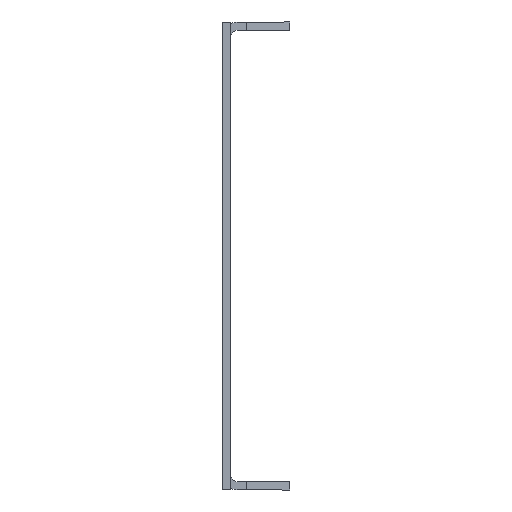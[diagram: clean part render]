
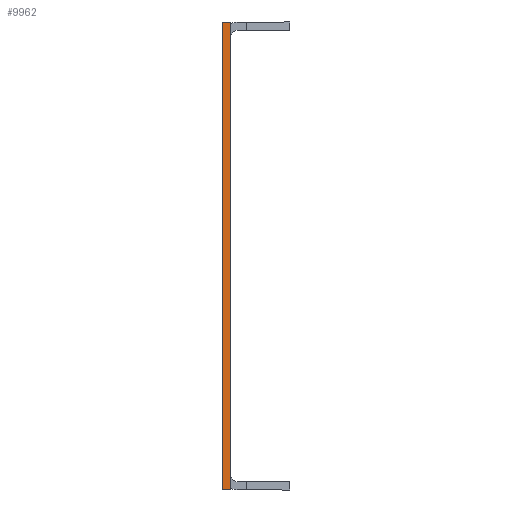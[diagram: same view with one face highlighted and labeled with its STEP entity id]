
A CAD part, left-side view. The second image highlights one B-rep face of the part: STEP entity #9962.
In plain terms, the highlighted planar face has unit normal (-1, 0, 0).
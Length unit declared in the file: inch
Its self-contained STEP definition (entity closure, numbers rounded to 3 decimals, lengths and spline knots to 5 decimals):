
#498 = VERTEX_POINT ( 'NONE', #4668 ) ;
#579 = VECTOR ( 'NONE', #12881, 39.37008 ) ;
#632 = VECTOR ( 'NONE', #771, 39.37008 ) ;
#771 = DIRECTION ( 'NONE',  ( 0., 0., 1. ) ) ;
#1254 = DIRECTION ( 'NONE',  ( 0., 0., 1. ) ) ;
#1447 = LINE ( 'NONE', #2379, #6794 ) ;
#1525 = VERTEX_POINT ( 'NONE', #1891 ) ;
#1618 = ORIENTED_EDGE ( 'NONE', *, *, #11917, .F. ) ;
#1891 = CARTESIAN_POINT ( 'NONE',  ( -9.5, 0., 1.74 ) ) ;
#2379 = CARTESIAN_POINT ( 'NONE',  ( -9.5, 0., -1.74 ) ) ;
#2828 = DIRECTION ( 'NONE',  ( 0., 0., 1. ) ) ;
#3144 = LINE ( 'NONE', #12906, #10831 ) ;
#3274 = LINE ( 'NONE', #9886, #579 ) ;
#3764 = CARTESIAN_POINT ( 'NONE',  ( -9.5, -0.06, -1.74 ) ) ;
#4221 = ORIENTED_EDGE ( 'NONE', *, *, #6160, .F. ) ;
#4668 = CARTESIAN_POINT ( 'NONE',  ( -9.5, -0.06, 1.74 ) ) ;
#5946 = ORIENTED_EDGE ( 'NONE', *, *, #12445, .T. ) ;
#6160 = EDGE_CURVE ( 'NONE', #12558, #8766, #3274, .T. ) ;
#6527 = AXIS2_PLACEMENT_3D ( 'NONE', #6821, #8823, #2828 ) ;
#6794 = VECTOR ( 'NONE', #1254, 39.37008 ) ;
#6821 = CARTESIAN_POINT ( 'NONE',  ( -9.5, -0.06, -1.74 ) ) ;
#7025 = CARTESIAN_POINT ( 'NONE',  ( -9.5, -0.06, -1.74 ) ) ;
#8352 = ORIENTED_EDGE ( 'NONE', *, *, #10608, .T. ) ;
#8766 = VERTEX_POINT ( 'NONE', #12308 ) ;
#8823 = DIRECTION ( 'NONE',  ( -1., 0., 0. ) ) ;
#9886 = CARTESIAN_POINT ( 'NONE',  ( -9.5, -0.06, -1.74 ) ) ;
#9956 = DIRECTION ( 'NONE',  ( 0., 1., 0. ) ) ;
#9962 = ADVANCED_FACE ( 'NONE', ( #11942 ), #12795, .T. ) ;
#10608 = EDGE_CURVE ( 'NONE', #498, #1525, #3144, .T. ) ;
#10652 = EDGE_LOOP ( 'NONE', ( #1618, #4221, #5946, #8352 ) ) ;
#10696 = LINE ( 'NONE', #3764, #632 ) ;
#10831 = VECTOR ( 'NONE', #9956, 39.37008 ) ;
#11917 = EDGE_CURVE ( 'NONE', #8766, #1525, #1447, .T. ) ;
#11942 = FACE_OUTER_BOUND ( 'NONE', #10652, .T. ) ;
#12308 = CARTESIAN_POINT ( 'NONE',  ( -9.5, 0., -1.74 ) ) ;
#12445 = EDGE_CURVE ( 'NONE', #12558, #498, #10696, .T. ) ;
#12558 = VERTEX_POINT ( 'NONE', #7025 ) ;
#12795 = PLANE ( 'NONE',  #6527 ) ;
#12881 = DIRECTION ( 'NONE',  ( 0., 1., 0. ) ) ;
#12906 = CARTESIAN_POINT ( 'NONE',  ( -9.5, -0.06, 1.74 ) ) ;
